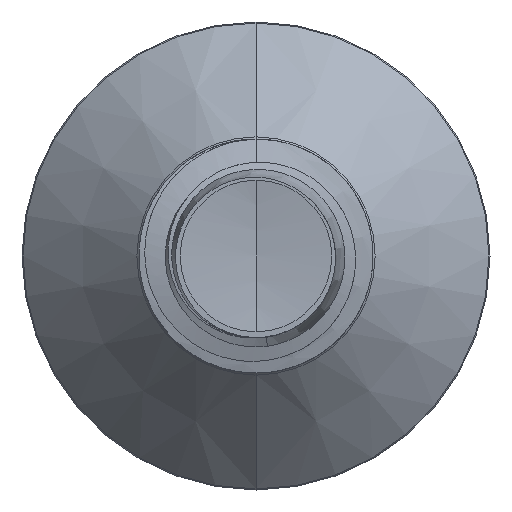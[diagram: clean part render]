
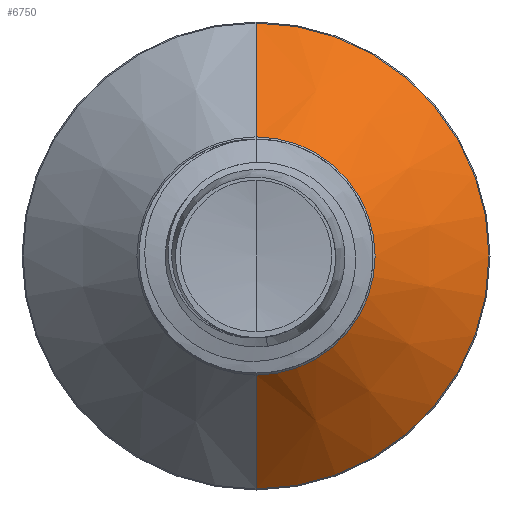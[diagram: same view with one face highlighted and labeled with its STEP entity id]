
A CAD part, front view. The second image highlights one B-rep face of the part: STEP entity #6750.
In plain terms, the highlighted conical face has half-angle 45 degrees and reference radius 1.782 mm.
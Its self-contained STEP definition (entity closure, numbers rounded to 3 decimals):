
#112 = ORIENTED_EDGE ( 'NONE', *, *, #18624, .T. ) ;
#185 = ORIENTED_EDGE ( 'NONE', *, *, #17684, .T. ) ;
#210 = ORIENTED_EDGE ( 'NONE', *, *, #22805, .F. ) ;
#356 = ORIENTED_EDGE ( 'NONE', *, *, #22393, .F. ) ;
#1351 = CARTESIAN_POINT ( 'NONE',  ( 0., 8.632, 1.782 ) ) ;
#1923 = DIRECTION ( 'NONE',  ( 0., 1., 0. ) ) ;
#4231 = CARTESIAN_POINT ( 'NONE',  ( 0., 10.335, -3.485 ) ) ;
#6240 = CARTESIAN_POINT ( 'NONE',  ( 0., 8.632, 0. ) ) ;
#6750 = ADVANCED_FACE ( 'NONE', ( #17366 ), #7532, .T. ) ;
#6911 = CARTESIAN_POINT ( 'NONE',  ( 0., 8.632, 0. ) ) ;
#6995 = VERTEX_POINT ( 'NONE', #19476 ) ;
#7532 = CONICAL_SURFACE ( 'NONE', #13304, 1.782, 0.785 ) ;
#7620 = VERTEX_POINT ( 'NONE', #4231 ) ;
#8115 = DIRECTION ( 'NONE',  ( 0., 0., 1. ) ) ;
#8772 = DIRECTION ( 'NONE',  ( 0., 0., 1. ) ) ;
#9013 = EDGE_LOOP ( 'NONE', ( #112, #185, #210, #356 ) ) ;
#10102 = CARTESIAN_POINT ( 'NONE',  ( 0., 8.632, -1.782 ) ) ;
#10766 = VERTEX_POINT ( 'NONE', #17851 ) ;
#11321 = AXIS2_PLACEMENT_3D ( 'NONE', #12528, #1923, #14281 ) ;
#12528 = CARTESIAN_POINT ( 'NONE',  ( 0., 10.335, 0. ) ) ;
#12931 = LINE ( 'NONE', #10102, #16463 ) ;
#13304 = AXIS2_PLACEMENT_3D ( 'NONE', #6911, #20939, #8772 ) ;
#14281 = DIRECTION ( 'NONE',  ( 0., 0., 1. ) ) ;
#15315 = CIRCLE ( 'NONE', #11321, 3.485 ) ;
#15525 = VERTEX_POINT ( 'NONE', #16251 ) ;
#15821 = AXIS2_PLACEMENT_3D ( 'NONE', #6240, #18535, #8115 ) ;
#16251 = CARTESIAN_POINT ( 'NONE',  ( 0., 8.632, -1.782 ) ) ;
#16463 = VECTOR ( 'NONE', #20535, 1000. ) ;
#17266 = CIRCLE ( 'NONE', #15821, 1.782 ) ;
#17338 = DIRECTION ( 'NONE',  ( 0., 0.707, 0.707 ) ) ;
#17366 = FACE_OUTER_BOUND ( 'NONE', #9013, .T. ) ;
#17684 = EDGE_CURVE ( 'NONE', #15525, #7620, #12931, .T. ) ;
#17851 = CARTESIAN_POINT ( 'NONE',  ( 0., 8.632, 1.782 ) ) ;
#18049 = LINE ( 'NONE', #1351, #21634 ) ;
#18535 = DIRECTION ( 'NONE',  ( 0., 1., 0. ) ) ;
#18624 = EDGE_CURVE ( 'NONE', #10766, #15525, #17266, .T. ) ;
#19476 = CARTESIAN_POINT ( 'NONE',  ( 0., 10.335, 3.485 ) ) ;
#20535 = DIRECTION ( 'NONE',  ( 0., 0.707, -0.707 ) ) ;
#20939 = DIRECTION ( 'NONE',  ( 0., 1., 0. ) ) ;
#21634 = VECTOR ( 'NONE', #17338, 1000. ) ;
#22393 = EDGE_CURVE ( 'NONE', #10766, #6995, #18049, .T. ) ;
#22805 = EDGE_CURVE ( 'NONE', #6995, #7620, #15315, .T. ) ;
